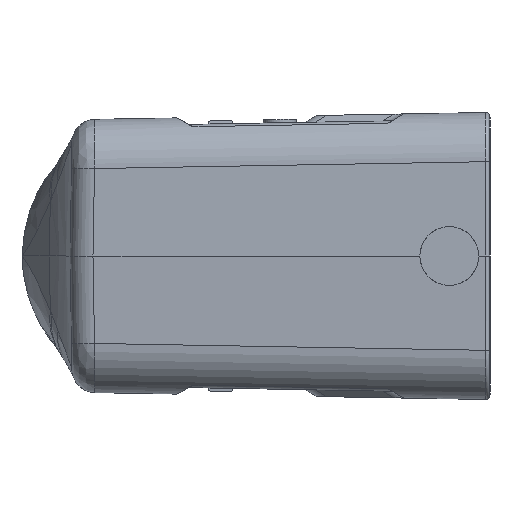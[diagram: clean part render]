
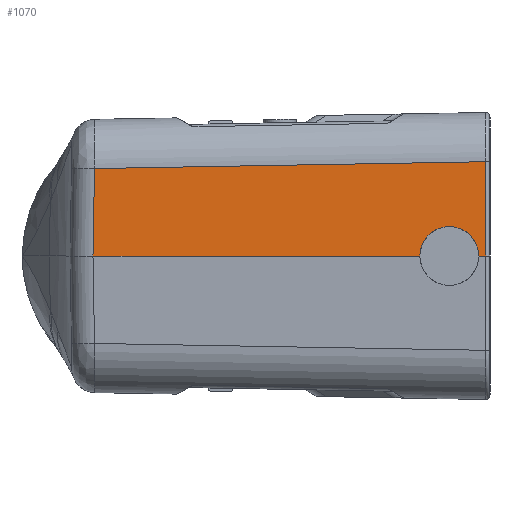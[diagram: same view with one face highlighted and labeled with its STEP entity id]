
A CAD part, left-side view. The second image highlights one B-rep face of the part: STEP entity #1070.
In plain terms, the highlighted planar face has unit normal (-1, 0.018, 0.017).
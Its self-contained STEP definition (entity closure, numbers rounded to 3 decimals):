
#676=FACE_OUTER_BOUND('',#1980,.T.);
#1070=ADVANCED_FACE('',(#676),#1291,.T.);
#1291=PLANE('',#7554);
#1510=ELLIPSE('',#7550,4.401,4.4);
#1980=EDGE_LOOP('',(#4977,#4978,#4979,#4980,#4981,#4982,#4983));
#2063=LINE('',#9625,#2681);
#2553=LINE('',#13430,#3171);
#2588=LINE('',#13795,#3206);
#2589=LINE('',#13796,#3207);
#2590=LINE('',#13804,#3208);
#2591=LINE('',#13806,#3209);
#2681=VECTOR('',#7709,1.);
#3171=VECTOR('',#9121,1.);
#3206=VECTOR('',#9264,1.);
#3207=VECTOR('',#9265,1.);
#3208=VECTOR('',#9276,1.);
#3209=VECTOR('',#9279,1.);
#4977=ORIENTED_EDGE('',*,*,#6756,.F.);
#4978=ORIENTED_EDGE('',*,*,#6754,.T.);
#4979=ORIENTED_EDGE('',*,*,#5914,.T.);
#4980=ORIENTED_EDGE('',*,*,#6759,.F.);
#4981=ORIENTED_EDGE('',*,*,#6683,.F.);
#4982=ORIENTED_EDGE('',*,*,#6753,.T.);
#4983=ORIENTED_EDGE('',*,*,#6758,.F.);
#5284=VERTEX_POINT('',#9619);
#5287=VERTEX_POINT('',#9624);
#5775=VERTEX_POINT('',#13427);
#5776=VERTEX_POINT('',#13431);
#5809=VERTEX_POINT('',#13794);
#5810=VERTEX_POINT('',#13797);
#5811=VERTEX_POINT('',#13801);
#5914=EDGE_CURVE('',#5284,#5287,#2063,.T.);
#6683=EDGE_CURVE('',#5775,#5776,#2553,.T.);
#6753=EDGE_CURVE('',#5775,#5809,#2588,.T.);
#6754=EDGE_CURVE('',#5810,#5284,#2589,.T.);
#6756=EDGE_CURVE('',#5810,#5811,#1510,.T.);
#6758=EDGE_CURVE('',#5811,#5809,#2590,.T.);
#6759=EDGE_CURVE('',#5776,#5287,#2591,.T.);
#7550=AXIS2_PLACEMENT_3D('',#13800,#9270,#9271);
#7554=AXIS2_PLACEMENT_3D('',#13807,#9280,#9281);
#7709=DIRECTION('',(0.017,0.,1.));
#9121=DIRECTION('',(0.017,-0.017,1.));
#9264=DIRECTION('',(-0.017,-1.,0.));
#9265=DIRECTION('',(-0.017,-1.,0.));
#9270=DIRECTION('',(-1.,0.017,0.017));
#9271=DIRECTION('',(0.025,0.707,0.707));
#9276=DIRECTION('',(0.,0.707,-0.707));
#9279=DIRECTION('',(-0.017,-1.,0.017));
#9280=DIRECTION('',(-1.,0.017,0.017));
#9281=DIRECTION('',(-0.017,0.,-1.));
#9619=CARTESIAN_POINT('',(-46.739,70.609,0.));
#9624=CARTESIAN_POINT('',(-46.493,70.609,14.121));
#9625=CARTESIAN_POINT('',(-46.322,70.609,23.912));
#13427=CARTESIAN_POINT('',(-45.712,129.462,0.));
#13430=CARTESIAN_POINT('',(-45.713,129.463,-0.078));
#13431=CARTESIAN_POINT('',(-45.487,129.233,13.098));
#13794=CARTESIAN_POINT('',(-46.644,76.1,0.));
#13795=CARTESIAN_POINT('',(-45.712,129.462,0.));
#13796=CARTESIAN_POINT('',(-46.72,71.7,0.));
#13797=CARTESIAN_POINT('',(-46.72,71.7,0.));
#13800=CARTESIAN_POINT('',(-46.644,76.1,0.));
#13801=CARTESIAN_POINT('',(-46.644,72.989,3.112));
#13804=CARTESIAN_POINT('',(-46.644,72.989,3.112));
#13806=CARTESIAN_POINT('',(-46.507,69.809,14.135));
#13807=CARTESIAN_POINT('',(-46.333,70.,23.912));
